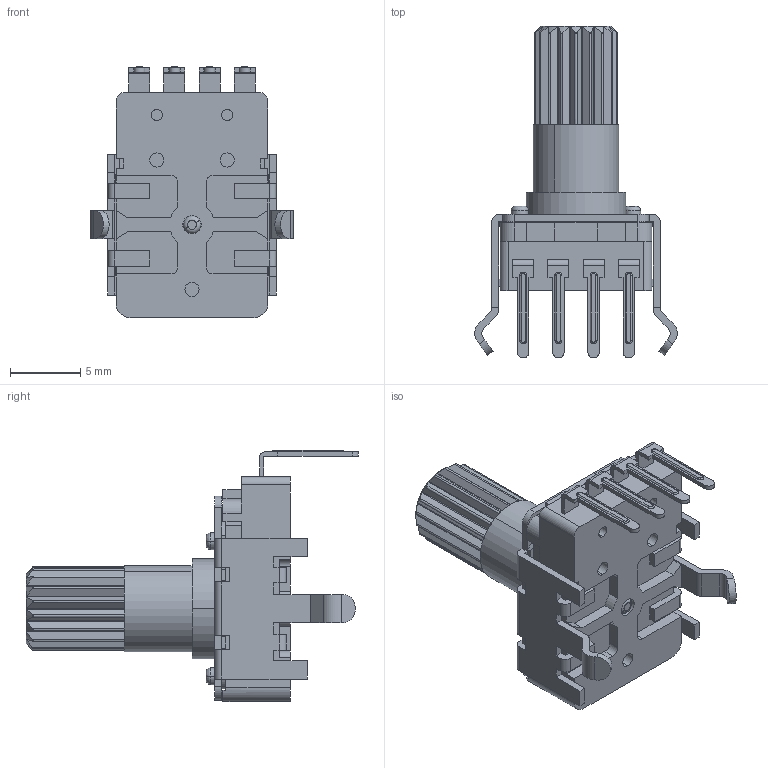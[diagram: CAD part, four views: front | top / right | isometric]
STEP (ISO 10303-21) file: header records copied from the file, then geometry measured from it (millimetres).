
FILE_DESCRIPTION((''),'2;1');
FILE_NAME('F11KH-12_SW0001','2018-09-04T',('eng05'),(''),'PRO/ENGINEER BY PARAMETRIC TECHNOLOGY CORPORATION, 2012480','PRO/ENGINEER BY PARAMETRIC TECHNOLOGY CORPORATION, 2012480','');
FILE_SCHEMA(('CONFIG_CONTROL_DESIGN'));
Length unit declared in the file: inch
Products named in the file (1): F11KH-12_SW0001
Bounding box: 14.4 x 23.6 x 17.85 mm (x, y, z)
Volume: 1105.9 mm3; surface area: 1888.3 mm2
Topology: 1 solids, 1 shells, 529 faces, 1522 edges, 1003 vertices
Faces by surface type: plane 346, cylinder 159, torus 18, bspline 4, cone 2
Entity records: 17837 total; most frequent: CARTESIAN_POINT 3746, ORIENTED_EDGE 3044, DIRECTION 2821, EDGE_CURVE 1522, VECTOR 1081, LINE 1081, VERTEX_POINT 1003, AXIS2_PLACEMENT_3D 870
